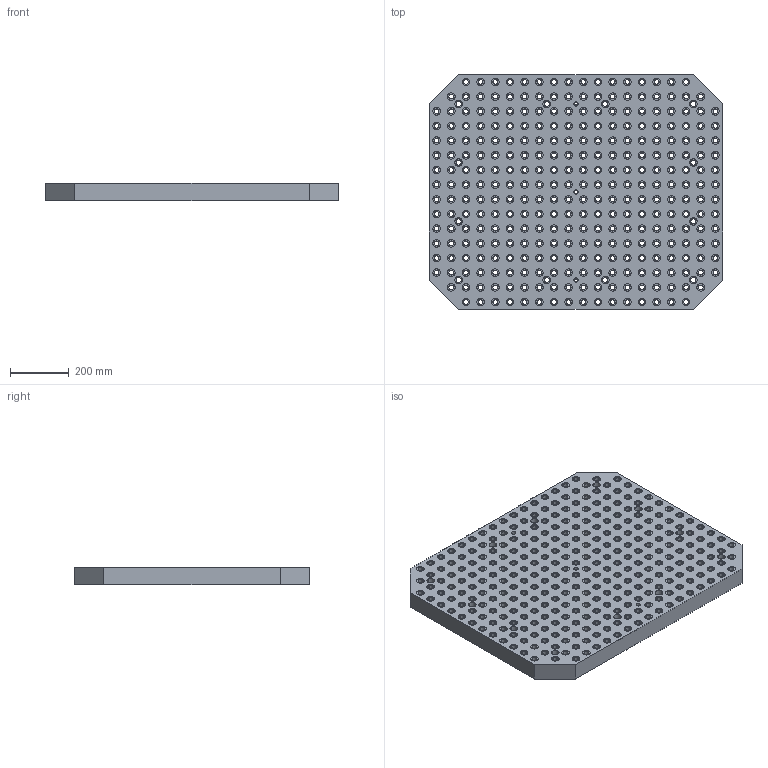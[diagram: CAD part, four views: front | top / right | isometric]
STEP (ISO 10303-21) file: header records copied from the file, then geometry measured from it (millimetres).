
FILE_DESCRIPTION(('STEP AP214'),'1');
FILE_NAME('HALDERV_EH_1600_900.stp','2017-08-29T05:55:59',('TraceParts'),('TraceParts S.A.'),'Spatial InterOp 3D',' ',' ');
FILE_SCHEMA(('automotive_design'));
Length unit declared in the file: millimetre
Products named in the file (1): HALDERV_EH_1600_900
Bounding box: 1000 x 800 x 60 mm (x, y, z)
Volume: 42722884.9 mm3; surface area: 2622675.3 mm2
Topology: 1 solids, 1 shells, 1634 faces, 3918 edges, 2612 vertices
Faces by surface type: cylinder 1298, plane 336
Entity records: 63366 total; most frequent: DIRECTION 9784, CARTESIAN_POINT 8165, ORIENTED_EDGE 7836, AXIS2_PLACEMENT_3D 4231, EDGE_CURVE 3918, VERTEX_POINT 2612, EDGE_LOOP 2606, CIRCLE 2596
